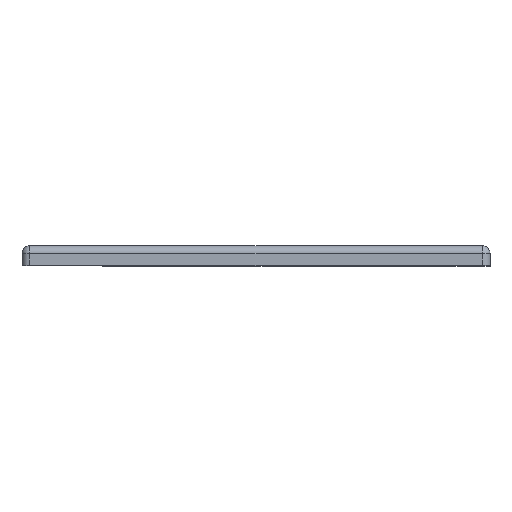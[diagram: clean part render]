
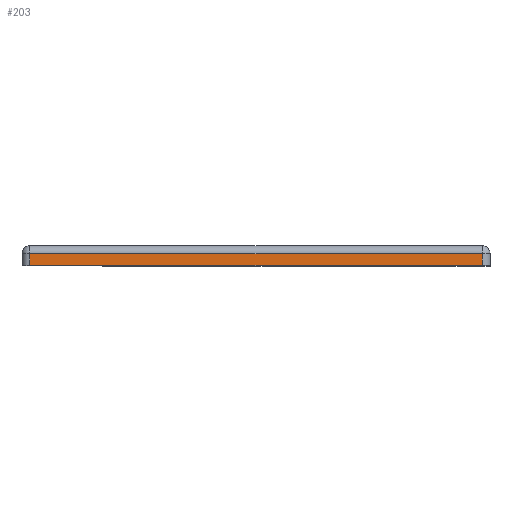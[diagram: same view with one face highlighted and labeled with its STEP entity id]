
A CAD part, top view. The second image highlights one B-rep face of the part: STEP entity #203.
In plain terms, the highlighted planar face has unit normal (0, 0, 1).
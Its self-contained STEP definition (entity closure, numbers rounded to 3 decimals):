
#203=ADVANCED_FACE('NONE',(#475),#476,.F.);
#475=FACE_OUTER_BOUND('',#789,.T.);
#476=PLANE('',#790);
#789=EDGE_LOOP('',(#1338,#1339,#1340,#1341));
#790=AXIS2_PLACEMENT_3D('',#1342,#1343,#1344);
#1338=ORIENTED_EDGE('',*,*,#1963,.T.);
#1339=ORIENTED_EDGE('',*,*,#1964,.T.);
#1340=ORIENTED_EDGE('',*,*,#1965,.T.);
#1341=ORIENTED_EDGE('',*,*,#1926,.T.);
#1342=CARTESIAN_POINT('',(-58.5,5.0,60.0));
#1343=DIRECTION('',(0.0,0.0,-1.0));
#1344=DIRECTION('',(0.0,-1.0,0.0));
#1926=EDGE_CURVE('NONE',#2338,#2336,#2339,.T.);
#1963=EDGE_CURVE('NONE',#2336,#2390,#2391,.T.);
#1964=EDGE_CURVE('NONE',#2390,#2392,#2393,.T.);
#1965=EDGE_CURVE('NONE',#2392,#2338,#2394,.T.);
#2336=VERTEX_POINT('NONE',#2843);
#2338=VERTEX_POINT('NONE',#2845);
#2339=LINE('',#2846,#2847);
#2390=VERTEX_POINT('NONE',#2913);
#2391=LINE('',#2914,#2915);
#2392=VERTEX_POINT('NONE',#2916);
#2393=LINE('',#2917,#2918);
#2394=LINE('',#2919,#2920);
#2843=CARTESIAN_POINT('',(58.0,0.0,60.0));
#2845=CARTESIAN_POINT('',(-56.5,0.0,60.0));
#2846=CARTESIAN_POINT('',(-58.5,0.0,60.0));
#2847=VECTOR('',#3273,1000.0);
#2913=CARTESIAN_POINT('',(58.0,3.0,60.0));
#2914=CARTESIAN_POINT('',(58.0,5.0,60.0));
#2915=VECTOR('',#3337,1000.0);
#2916=CARTESIAN_POINT('',(-56.5,3.0,60.0));
#2917=CARTESIAN_POINT('',(-56.5,3.0,60.0));
#2918=VECTOR('',#3338,1000.0);
#2919=CARTESIAN_POINT('',(-56.5,5.0,60.0));
#2920=VECTOR('',#3339,1000.0);
#3273=DIRECTION('',(1.0,0.0,0.0));
#3337=DIRECTION('',(-0.0,1.0,-0.0));
#3338=DIRECTION('',(-1.0,-0.0,-0.0));
#3339=DIRECTION('',(0.0,-1.0,0.0));
